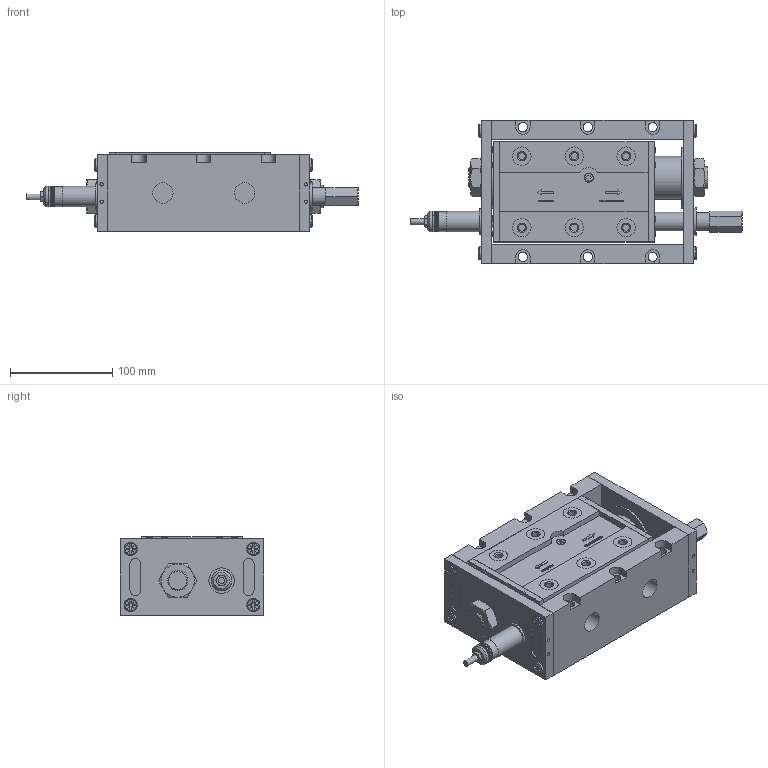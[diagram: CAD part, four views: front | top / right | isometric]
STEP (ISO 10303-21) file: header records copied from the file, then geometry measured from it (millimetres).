
FILE_DESCRIPTION(('STEP AP214'),'1');
FILE_NAME('TP70.stp','2016-12-09T11:45:32',(' '),(' '),'Spatial InterOp 3D',' ',' ');
FILE_SCHEMA(('automotive_design'));
Length unit declared in the file: millimetre
Products named in the file (55): Assembly1; Part49; Part51; Part55; Bolt : Hex - M12,0 x 30,0; Part59; Nut : Standard - M22,0 x 266,7; Bolt : Hex - M22,0 x 30,0; Screw : Socket - M8,0 x 25,0; Part66; Part67; Screw : Socket - M8,0 x 20,0; Part76; Part77; Part78; Nut : Standard - M6,0 x 77,47; Bolt : Hex - M6,0 x 20,0; Part81; Part82; Part88; Part89; Part90; Part104; Part105; Part125; Text1140
Assembly tree (54 placements, depth 2):
  Assembly1
    Part49
    Part49
    Part51
    Part55
    Bolt : Hex - M12,0 x 30,0
    Part59
    Nut : Standard - M22,0 x 266,7
    Bolt : Hex - M22,0 x 30,0
    Screw : Socket - M8,0 x 25,0
    Screw : Socket - M8,0 x 25,0
    Screw : Socket - M8,0 x 25,0
    Screw : Socket - M8,0 x 25,0
    Part66
    Part67
    Part66
    Part51
    Screw : Socket - M8,0 x 20,0
    Screw : Socket - M8,0 x 25,0
    Screw : Socket - M8,0 x 20,0
    Nut : Standard - M22,0 x 266,7
    Screw : Socket - M8,0 x 25,0
    Part76
    Part77
    Part78
    Nut : Standard - M6,0 x 77,47
    Bolt : Hex - M6,0 x 20,0
    Part81
    Part82
    Part88
    Part89
    Part90
    Part90
    Part90
    Part90
    Part90
    Part90
    Part89
    Part90
    Part90
    Part90
    Part90
    Part90
    Part90
    Part104
    Part105
    Part82
    Part82
    Part82
    Part82
    Part82
    Part125
    Part125
    Text1140
    Text1140
Bounding box: 325 x 140 x 77 mm (x, y, z)
Volume: 2126960.4 mm3; surface area: 358219.5 mm2
Topology: 86 solids, 86 shells, 2832 faces, 7508 edges, 4925 vertices
Faces by surface type: plane 2425, cylinder 282, cone 101, sphere 12, torus 12
Full cylindrical faces by diameter (mm): 3.3 x8, 4 x24, 5 x1, 7 x6, 8 x18, 9 x19, 9.25 x1, 10 x1, 12 x1, 12.85 x8, 13 x8, 17 x1, 18 x13, 19.5 x4, 20 x6, 25 x1, 27 x1, 42 x3, 46 x1, 60 x2
Entity records: 109585 total; most frequent: CARTESIAN_POINT 15908, ORIENTED_EDGE 14504, DIRECTION 13875, EDGE_CURVE 7252, LINE 6115, VECTOR 6115, VERTEX_POINT 4873, AXIS2_PLACEMENT_3D 3880
